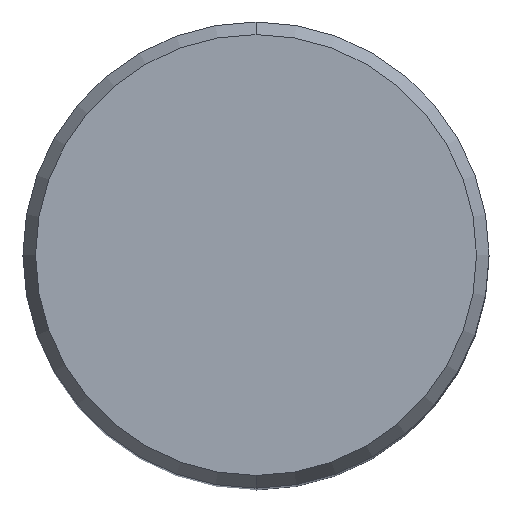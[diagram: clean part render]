
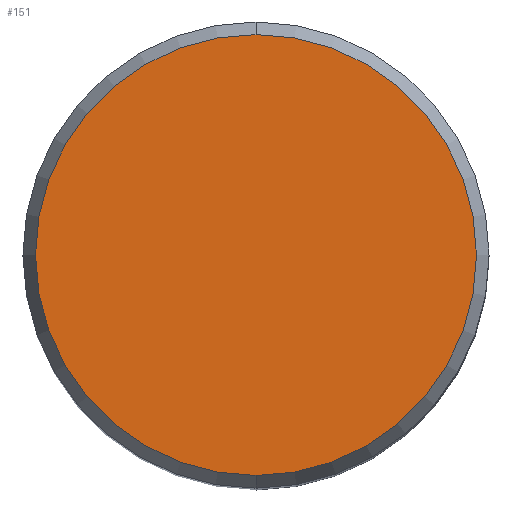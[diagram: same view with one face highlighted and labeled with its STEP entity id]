
A CAD part, top view. The second image highlights one B-rep face of the part: STEP entity #151.
In plain terms, the highlighted planar face has unit normal (0, 0, 1).
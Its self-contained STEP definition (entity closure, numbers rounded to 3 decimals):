
#135=EDGE_CURVE('',#279,#237,#340,.T.);
#151=ADVANCED_FACE('',(#358),#359,.T.);
#169=EDGE_CURVE('',#237,#279,#378,.T.);
#237=VERTEX_POINT('',#458);
#279=VERTEX_POINT('',#502);
#340=CIRCLE('',#565,12.012);
#358=FACE_OUTER_BOUND('',#587,.T.);
#359=PLANE('',#588);
#378=CIRCLE('',#613,12.012);
#458=CARTESIAN_POINT('',(0.0,12.012,0.01));
#502=CARTESIAN_POINT('',(0.,-12.012,0.01));
#565=AXIS2_PLACEMENT_3D('',#835,#836,#837);
#587=EDGE_LOOP('',(#862,#863));
#588=AXIS2_PLACEMENT_3D('',#864,#865,#866);
#613=AXIS2_PLACEMENT_3D('',#885,#886,#887);
#835=CARTESIAN_POINT('',(0.0,0.0,0.01));
#836=DIRECTION('',(0.0,0.0,-1.0));
#837=DIRECTION('',(0.0,1.0,0.0));
#862=ORIENTED_EDGE('',*,*,#169,.F.);
#863=ORIENTED_EDGE('',*,*,#135,.F.);
#864=CARTESIAN_POINT('',(0.0,6.006,0.01));
#865=DIRECTION('',(-0.0,0.0,1.0));
#866=DIRECTION('',(0.0,-1.0,0.0));
#885=CARTESIAN_POINT('',(0.0,0.0,0.01));
#886=DIRECTION('',(0.0,0.0,-1.0));
#887=DIRECTION('',(0.0,1.0,0.0));
